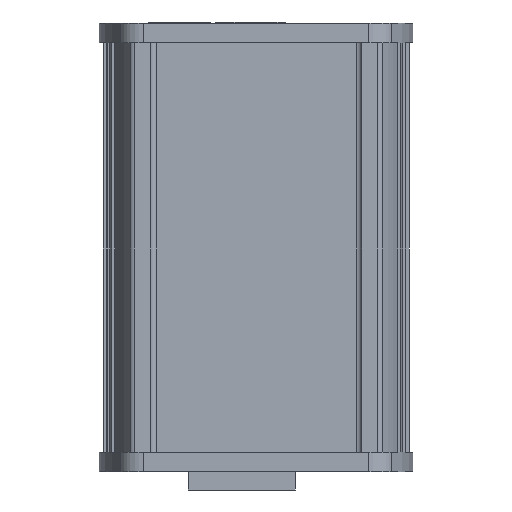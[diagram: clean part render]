
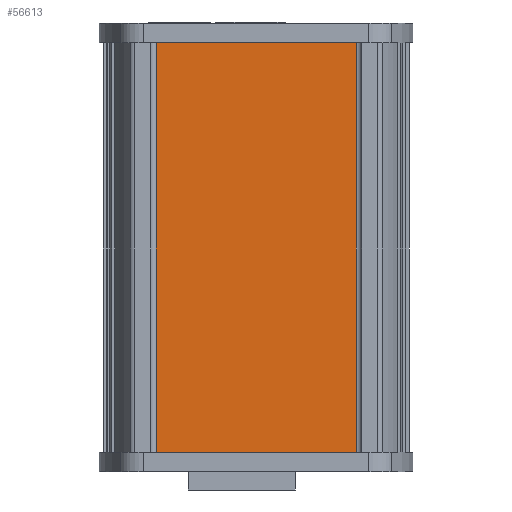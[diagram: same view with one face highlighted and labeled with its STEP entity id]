
A CAD part, front view. The second image highlights one B-rep face of the part: STEP entity #56613.
In plain terms, the highlighted planar face has unit normal (0, -1, 0).
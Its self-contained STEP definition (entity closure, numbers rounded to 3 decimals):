
#2133 = DIRECTION ( 'NONE',  ( 0., 0., 1. ) ) ;
#3476 = DIRECTION ( 'NONE',  ( 1., 0., 0. ) ) ;
#14101 = VERTEX_POINT ( 'NONE', #29152 ) ;
#17849 = FACE_OUTER_BOUND ( 'NONE', #76718, .T. ) ;
#18020 = CARTESIAN_POINT ( 'NONE',  ( -15.121, -14.303, 54. ) ) ;
#22089 = EDGE_CURVE ( 'NONE', #62160, #14101, #24244, .T. ) ;
#22215 = LINE ( 'NONE', #84881, #78291 ) ;
#24244 = LINE ( 'NONE', #18020, #32064 ) ;
#28286 = LINE ( 'NONE', #87276, #86866 ) ;
#29152 = CARTESIAN_POINT ( 'NONE',  ( 23.879, -14.303, 54. ) ) ;
#29988 = CARTESIAN_POINT ( 'NONE',  ( -15.121, -14.303, 54. ) ) ;
#31060 = PLANE ( 'NONE',  #100738 ) ;
#32064 = VECTOR ( 'NONE', #34401, 1000. ) ;
#34175 = CARTESIAN_POINT ( 'NONE',  ( -14.121, -14.303, -26. ) ) ;
#34401 = DIRECTION ( 'NONE',  ( 1., 0., 0. ) ) ;
#35690 = ORIENTED_EDGE ( 'NONE', *, *, #92577, .T. ) ;
#37050 = DIRECTION ( 'NONE',  ( 0., 0., -1. ) ) ;
#37114 = ORIENTED_EDGE ( 'NONE', *, *, #43433, .T. ) ;
#40721 = CARTESIAN_POINT ( 'NONE',  ( -14.121, -14.303, 54. ) ) ;
#43433 = EDGE_CURVE ( 'NONE', #78675, #14101, #22215, .T. ) ;
#47909 = ORIENTED_EDGE ( 'NONE', *, *, #102916, .T. ) ;
#53899 = LINE ( 'NONE', #79329, #95600 ) ;
#56613 = ADVANCED_FACE ( 'NONE', ( #17849 ), #31060, .F. ) ;
#62160 = VERTEX_POINT ( 'NONE', #40721 ) ;
#63569 = CARTESIAN_POINT ( 'NONE',  ( 23.879, -14.303, -26. ) ) ;
#63761 = VERTEX_POINT ( 'NONE', #34175 ) ;
#76718 = EDGE_LOOP ( 'NONE', ( #79849, #35690, #47909, #37114 ) ) ;
#78291 = VECTOR ( 'NONE', #2133, 1000. ) ;
#78675 = VERTEX_POINT ( 'NONE', #63569 ) ;
#79329 = CARTESIAN_POINT ( 'NONE',  ( -14.121, -14.303, -26. ) ) ;
#79849 = ORIENTED_EDGE ( 'NONE', *, *, #22089, .F. ) ;
#81047 = DIRECTION ( 'NONE',  ( 0., 0., 1. ) ) ;
#84881 = CARTESIAN_POINT ( 'NONE',  ( 23.879, -14.303, 54. ) ) ;
#86866 = VECTOR ( 'NONE', #3476, 1000. ) ;
#87276 = CARTESIAN_POINT ( 'NONE',  ( -15.121, -14.303, -26. ) ) ;
#92577 = EDGE_CURVE ( 'NONE', #62160, #63761, #53899, .T. ) ;
#95600 = VECTOR ( 'NONE', #37050, 1000. ) ;
#96253 = DIRECTION ( 'NONE',  ( 0., 1., 0. ) ) ;
#100738 = AXIS2_PLACEMENT_3D ( 'NONE', #29988, #96253, #81047 ) ;
#102916 = EDGE_CURVE ( 'NONE', #63761, #78675, #28286, .T. ) ;
